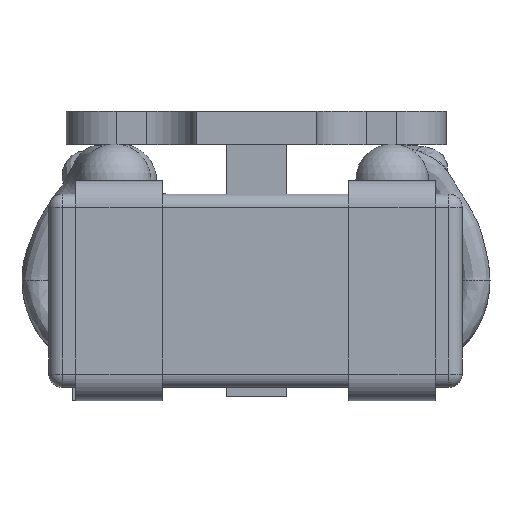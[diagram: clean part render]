
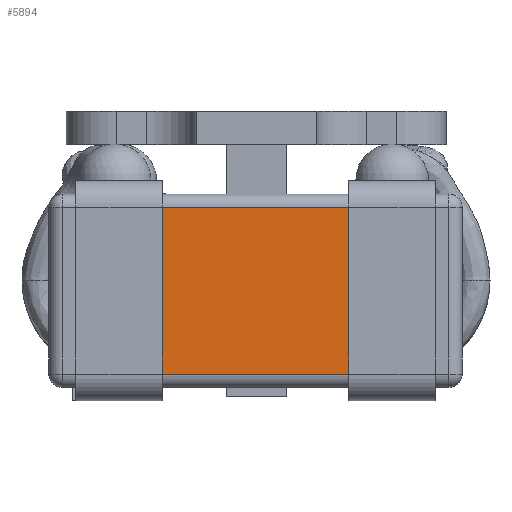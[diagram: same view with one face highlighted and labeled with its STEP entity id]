
A CAD part, left-side view. The second image highlights one B-rep face of the part: STEP entity #5894.
In plain terms, the highlighted face is planar.
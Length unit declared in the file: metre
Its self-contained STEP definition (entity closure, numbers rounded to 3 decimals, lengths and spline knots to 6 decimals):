
#188=PLANE('',#6203);
#559=ORIENTED_EDGE('',*,*,#1924,.T.);
#560=ORIENTED_EDGE('',*,*,#1935,.T.);
#561=ORIENTED_EDGE('',*,*,#1932,.F.);
#562=ORIENTED_EDGE('',*,*,#1936,.F.);
#1924=EDGE_CURVE('',#2612,#2611,#3026,.T.);
#1932=EDGE_CURVE('',#2617,#2616,#3029,.T.);
#1935=EDGE_CURVE('',#2611,#2616,#3032,.T.);
#1936=EDGE_CURVE('',#2612,#2617,#3033,.T.);
#2611=VERTEX_POINT('',#8106);
#2612=VERTEX_POINT('',#8108);
#2616=VERTEX_POINT('',#8120);
#2617=VERTEX_POINT('',#8122);
#3026=LINE('',#8107,#3464);
#3029=LINE('',#8123,#3467);
#3032=LINE('',#8128,#3470);
#3033=LINE('',#8129,#3471);
#3464=VECTOR('',#6660,1.);
#3467=VECTOR('',#6677,1.);
#3470=VECTOR('',#6684,1.);
#3471=VECTOR('',#6685,1.);
#3892=EDGE_LOOP('',(#559,#560,#561,#562));
#4229=FACE_BOUND('',#3892,.T.);
#5894=ADVANCED_FACE('',(#4229),#188,.F.);
#6203=AXIS2_PLACEMENT_3D('',#8127,#6682,#6683);
#6660=DIRECTION('',(1.,0.,0.));
#6677=DIRECTION('',(1.,0.,0.));
#6682=DIRECTION('',(0.,1.,0.));
#6683=DIRECTION('',(-1.,0.,0.));
#6684=DIRECTION('',(0.,0.,1.));
#6685=DIRECTION('',(0.,0.,1.));
#8106=CARTESIAN_POINT('',(0.001397,-0.0045,-0.00125));
#8107=CARTESIAN_POINT('',(-0.0031,-0.0045,-0.00125));
#8108=CARTESIAN_POINT('',(-0.001397,-0.0045,-0.00125));
#8120=CARTESIAN_POINT('',(0.001397,-0.0045,0.00125));
#8122=CARTESIAN_POINT('',(-0.001397,-0.0045,0.00125));
#8123=CARTESIAN_POINT('',(-0.0029,-0.0045,0.00125));
#8127=CARTESIAN_POINT('',(-0.0031,-0.0045,0.00145));
#8128=CARTESIAN_POINT('',(0.001397,-0.0045,-0.00125));
#8129=CARTESIAN_POINT('',(-0.001397,-0.0045,-0.00125));
